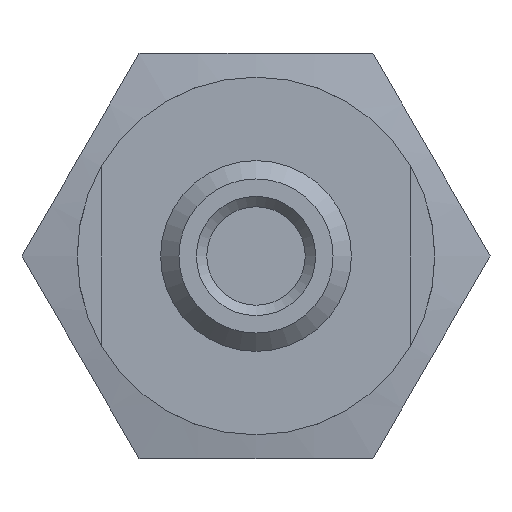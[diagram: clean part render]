
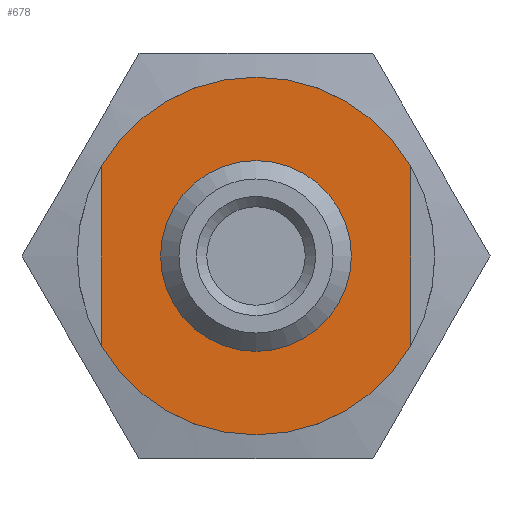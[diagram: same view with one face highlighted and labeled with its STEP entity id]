
A CAD part, left-side view. The second image highlights one B-rep face of the part: STEP entity #678.
In plain terms, the highlighted planar face has unit normal (-1, 0, 0).
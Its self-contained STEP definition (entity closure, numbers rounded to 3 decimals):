
#68=CIRCLE('',#747,7.5);
#69=CIRCLE('',#748,7.5);
#70=CIRCLE('',#749,4.);
#107=ORIENTED_EDGE('',*,*,#273,.F.);
#108=ORIENTED_EDGE('',*,*,#274,.F.);
#109=ORIENTED_EDGE('',*,*,#275,.F.);
#110=ORIENTED_EDGE('',*,*,#276,.F.);
#111=ORIENTED_EDGE('',*,*,#277,.T.);
#273=EDGE_CURVE('',#356,#357,#423,.T.);
#274=EDGE_CURVE('',#358,#356,#68,.T.);
#275=EDGE_CURVE('',#359,#358,#424,.T.);
#276=EDGE_CURVE('',#357,#359,#69,.T.);
#277=EDGE_CURVE('',#360,#360,#70,.T.);
#356=VERTEX_POINT('',#1053);
#357=VERTEX_POINT('',#1054);
#358=VERTEX_POINT('',#1056);
#359=VERTEX_POINT('',#1058);
#360=VERTEX_POINT('',#1061);
#423=LINE('',#1052,#443);
#424=LINE('',#1057,#444);
#443=VECTOR('',#844,1000.);
#444=VECTOR('',#847,1000.);
#463=EDGE_LOOP('',(#107,#108,#109,#110));
#464=EDGE_LOOP('',(#111));
#555=FACE_BOUND('',#463,.T.);
#556=FACE_BOUND('',#464,.T.);
#647=PLANE('',#746);
#678=ADVANCED_FACE('',(#555,#556),#647,.F.);
#746=AXIS2_PLACEMENT_3D('',#1051,#842,#843);
#747=AXIS2_PLACEMENT_3D('',#1055,#845,#846);
#748=AXIS2_PLACEMENT_3D('',#1059,#848,#849);
#749=AXIS2_PLACEMENT_3D('',#1060,#850,#851);
#842=DIRECTION('',(1.,0.,0.));
#843=DIRECTION('',(0.,0.,-1.));
#844=DIRECTION('',(0.,0.,1.));
#845=DIRECTION('',(1.,0.,0.));
#846=DIRECTION('',(0.,0.,-1.));
#847=DIRECTION('',(0.,0.,-1.));
#848=DIRECTION('',(1.,0.,0.));
#849=DIRECTION('',(0.,0.,-1.));
#850=DIRECTION('',(1.,0.,0.));
#851=DIRECTION('',(0.,0.,-1.));
#1051=CARTESIAN_POINT('',(7.,4.,0.));
#1052=CARTESIAN_POINT('',(7.,6.5,0.));
#1053=CARTESIAN_POINT('',(7.,6.5,-3.742));
#1054=CARTESIAN_POINT('',(7.,6.5,3.742));
#1055=CARTESIAN_POINT('',(7.,0.,0.));
#1056=CARTESIAN_POINT('',(7.,-6.5,-3.742));
#1057=CARTESIAN_POINT('',(7.,-6.5,0.));
#1058=CARTESIAN_POINT('',(7.,-6.5,3.742));
#1059=CARTESIAN_POINT('',(7.,0.,0.));
#1060=CARTESIAN_POINT('',(7.,0.,0.));
#1061=CARTESIAN_POINT('',(7.,0.,-4.));
